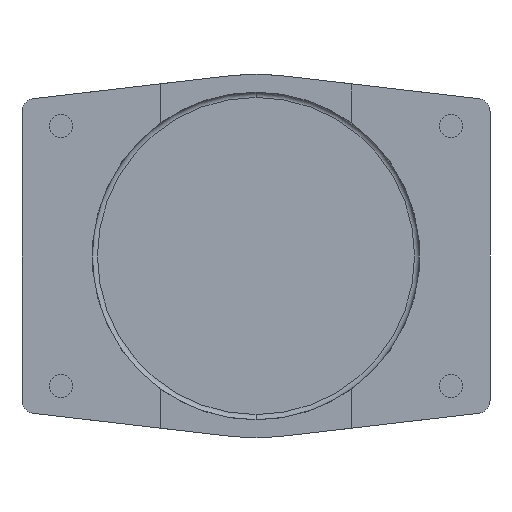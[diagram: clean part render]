
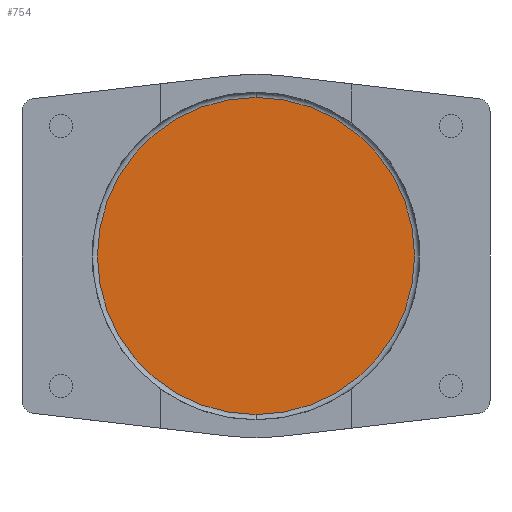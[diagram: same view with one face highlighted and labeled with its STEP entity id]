
A CAD part, front view. The second image highlights one B-rep face of the part: STEP entity #754.
In plain terms, the highlighted planar face has unit normal (0, -1, 0).
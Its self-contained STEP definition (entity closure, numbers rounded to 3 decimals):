
#44 = DIRECTION ( 'NONE',  ( 0., 0., 1. ) ) ;
#149 = AXIS2_PLACEMENT_3D ( 'NONE', #863, #308, #1395 ) ;
#155 = EDGE_CURVE ( 'NONE', #637, #2038, #1626, .T. ) ;
#293 = AXIS2_PLACEMENT_3D ( 'NONE', #2000, #2193, #1639 ) ;
#308 = DIRECTION ( 'NONE',  ( 0., -1., 0. ) ) ;
#597 = DIRECTION ( 'NONE',  ( 0., -1., 0. ) ) ;
#637 = VERTEX_POINT ( 'NONE', #2178 ) ;
#665 = EDGE_CURVE ( 'NONE', #2038, #637, #1481, .T. ) ;
#754 = ADVANCED_FACE ( 'NONE', ( #1186 ), #1463, .F. ) ;
#774 = CARTESIAN_POINT ( 'NONE',  ( 0., 0.8, 6.099 ) ) ;
#844 = AXIS2_PLACEMENT_3D ( 'NONE', #1155, #597, #44 ) ;
#863 = CARTESIAN_POINT ( 'NONE',  ( 0., 0.8, 0. ) ) ;
#1155 = CARTESIAN_POINT ( 'NONE',  ( 0., 0.8, 0. ) ) ;
#1186 = FACE_OUTER_BOUND ( 'NONE', #2072, .T. ) ;
#1395 = DIRECTION ( 'NONE',  ( 0., 0., 1. ) ) ;
#1463 = PLANE ( 'NONE',  #293 ) ;
#1481 = CIRCLE ( 'NONE', #844, 6.099 ) ;
#1626 = CIRCLE ( 'NONE', #149, 6.099 ) ;
#1639 = DIRECTION ( 'NONE',  ( 0., 0., 1. ) ) ;
#1650 = ORIENTED_EDGE ( 'NONE', *, *, #665, .T. ) ;
#2000 = CARTESIAN_POINT ( 'NONE',  ( 0., 0.8, 0. ) ) ;
#2038 = VERTEX_POINT ( 'NONE', #774 ) ;
#2072 = EDGE_LOOP ( 'NONE', ( #1650, #2127 ) ) ;
#2127 = ORIENTED_EDGE ( 'NONE', *, *, #155, .T. ) ;
#2178 = CARTESIAN_POINT ( 'NONE',  ( 0., 0.8, -6.099 ) ) ;
#2193 = DIRECTION ( 'NONE',  ( 0., 1., 0. ) ) ;
